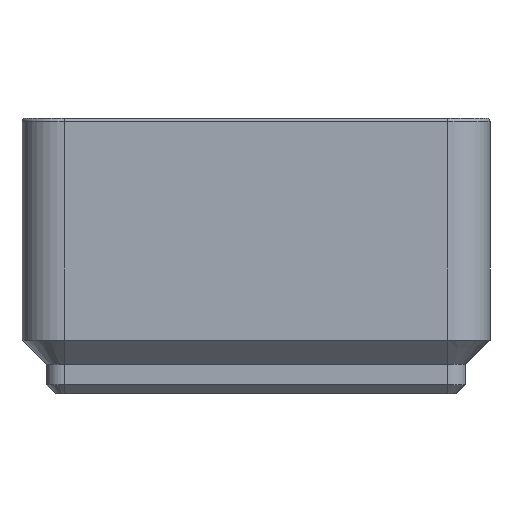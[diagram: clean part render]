
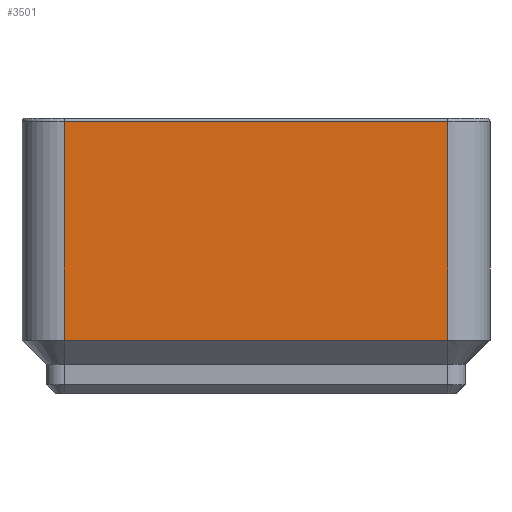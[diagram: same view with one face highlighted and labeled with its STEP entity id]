
A CAD part, left-side view. The second image highlights one B-rep face of the part: STEP entity #3501.
In plain terms, the highlighted planar face has unit normal (-1, 0, 0).
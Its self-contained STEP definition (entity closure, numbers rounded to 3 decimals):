
#1005 = CYLINDRICAL_SURFACE('',#1006,0.3);
#1006 = AXIS2_PLACEMENT_3D('',#1007,#1008,#1009);
#1007 = CARTESIAN_POINT('',(-41.45,17.,24.129));
#1008 = DIRECTION('',(0.,-1.,0.));
#1009 = DIRECTION('',(0.,0.,1.));
#2213 = VERTEX_POINT('',#2214);
#2214 = CARTESIAN_POINT('',(-41.75,17.,24.129));
#2249 = CYLINDRICAL_SURFACE('',#2250,3.75);
#2250 = AXIS2_PLACEMENT_3D('',#2251,#2252,#2253);
#2251 = CARTESIAN_POINT('',(-38.,17.,5.25));
#2252 = DIRECTION('',(0.,0.,1.));
#2253 = DIRECTION('',(1.,0.,0.));
#2318 = EDGE_CURVE('',#2213,#2319,#2321,.T.);
#2319 = VERTEX_POINT('',#2320);
#2320 = CARTESIAN_POINT('',(-41.75,-17.,24.129));
#2321 = SURFACE_CURVE('',#2322,(#2326,#2333),.PCURVE_S1.);
#2322 = LINE('',#2323,#2324);
#2323 = CARTESIAN_POINT('',(-41.75,17.,24.129));
#2324 = VECTOR('',#2325,1.);
#2325 = DIRECTION('',(0.,-1.,0.));
#2326 = PCURVE('',#1005,#2327);
#2327 = DEFINITIONAL_REPRESENTATION('',(#2328),#2332);
#2328 = LINE('',#2329,#2330);
#2329 = CARTESIAN_POINT('',(1.571,0.));
#2330 = VECTOR('',#2331,1.);
#2331 = DIRECTION('',(0.,1.));
#2332 = ( GEOMETRIC_REPRESENTATION_CONTEXT(2) 
PARAMETRIC_REPRESENTATION_CONTEXT() REPRESENTATION_CONTEXT('2D SPACE',''
  ) );
#2333 = PCURVE('',#2334,#2339);
#2334 = PLANE('',#2335);
#2335 = AXIS2_PLACEMENT_3D('',#2336,#2337,#2338);
#2336 = CARTESIAN_POINT('',(-41.75,-17.,5.25));
#2337 = DIRECTION('',(1.,0.,0.));
#2338 = DIRECTION('',(-0.,1.,0.));
#2339 = DEFINITIONAL_REPRESENTATION('',(#2340),#2344);
#2340 = LINE('',#2341,#2342);
#2341 = CARTESIAN_POINT('',(34.,18.879));
#2342 = VECTOR('',#2343,1.);
#2343 = DIRECTION('',(-1.,0.));
#2344 = ( GEOMETRIC_REPRESENTATION_CONTEXT(2) 
PARAMETRIC_REPRESENTATION_CONTEXT() REPRESENTATION_CONTEXT('2D SPACE',''
  ) );
#2463 = CYLINDRICAL_SURFACE('',#2464,3.75);
#2464 = AXIS2_PLACEMENT_3D('',#2465,#2466,#2467);
#2465 = CARTESIAN_POINT('',(-38.,-17.,5.25));
#2466 = DIRECTION('',(0.,0.,1.));
#2467 = DIRECTION('',(1.,0.,0.));
#3398 = VERTEX_POINT('',#3399);
#3399 = CARTESIAN_POINT('',(-41.75,17.,4.75));
#3426 = EDGE_CURVE('',#2213,#3398,#3427,.T.);
#3427 = SURFACE_CURVE('',#3428,(#3432,#3439),.PCURVE_S1.);
#3428 = LINE('',#3429,#3430);
#3429 = CARTESIAN_POINT('',(-41.75,17.,52.8));
#3430 = VECTOR('',#3431,1.);
#3431 = DIRECTION('',(0.,0.,-1.));
#3432 = PCURVE('',#2249,#3433);
#3433 = DEFINITIONAL_REPRESENTATION('',(#3434),#3438);
#3434 = LINE('',#3435,#3436);
#3435 = CARTESIAN_POINT('',(3.142,47.55));
#3436 = VECTOR('',#3437,1.);
#3437 = DIRECTION('',(0.,-1.));
#3438 = ( GEOMETRIC_REPRESENTATION_CONTEXT(2) 
PARAMETRIC_REPRESENTATION_CONTEXT() REPRESENTATION_CONTEXT('2D SPACE',''
  ) );
#3439 = PCURVE('',#2334,#3440);
#3440 = DEFINITIONAL_REPRESENTATION('',(#3441),#3445);
#3441 = LINE('',#3442,#3443);
#3442 = CARTESIAN_POINT('',(34.,47.55));
#3443 = VECTOR('',#3444,1.);
#3444 = DIRECTION('',(0.,-1.));
#3445 = ( GEOMETRIC_REPRESENTATION_CONTEXT(2) 
PARAMETRIC_REPRESENTATION_CONTEXT() REPRESENTATION_CONTEXT('2D SPACE',''
  ) );
#3501 = ADVANCED_FACE('',(#3502),#2334,.F.);
#3502 = FACE_BOUND('',#3503,.F.);
#3503 = EDGE_LOOP('',(#3504,#3527,#3553,#3554));
#3504 = ORIENTED_EDGE('',*,*,#3505,.F.);
#3505 = EDGE_CURVE('',#3506,#2319,#3508,.T.);
#3506 = VERTEX_POINT('',#3507);
#3507 = CARTESIAN_POINT('',(-41.75,-17.,4.75));
#3508 = SURFACE_CURVE('',#3509,(#3513,#3520),.PCURVE_S1.);
#3509 = LINE('',#3510,#3511);
#3510 = CARTESIAN_POINT('',(-41.75,-17.,4.75));
#3511 = VECTOR('',#3512,1.);
#3512 = DIRECTION('',(0.,0.,1.));
#3513 = PCURVE('',#2334,#3514);
#3514 = DEFINITIONAL_REPRESENTATION('',(#3515),#3519);
#3515 = LINE('',#3516,#3517);
#3516 = CARTESIAN_POINT('',(0.,-0.5));
#3517 = VECTOR('',#3518,1.);
#3518 = DIRECTION('',(0.,1.));
#3519 = ( GEOMETRIC_REPRESENTATION_CONTEXT(2) 
PARAMETRIC_REPRESENTATION_CONTEXT() REPRESENTATION_CONTEXT('2D SPACE',''
  ) );
#3520 = PCURVE('',#2463,#3521);
#3521 = DEFINITIONAL_REPRESENTATION('',(#3522),#3526);
#3522 = LINE('',#3523,#3524);
#3523 = CARTESIAN_POINT('',(3.142,-0.5));
#3524 = VECTOR('',#3525,1.);
#3525 = DIRECTION('',(-0.,1.));
#3526 = ( GEOMETRIC_REPRESENTATION_CONTEXT(2) 
PARAMETRIC_REPRESENTATION_CONTEXT() REPRESENTATION_CONTEXT('2D SPACE',''
  ) );
#3527 = ORIENTED_EDGE('',*,*,#3528,.T.);
#3528 = EDGE_CURVE('',#3506,#3398,#3529,.T.);
#3529 = SURFACE_CURVE('',#3530,(#3534,#3541),.PCURVE_S1.);
#3530 = LINE('',#3531,#3532);
#3531 = CARTESIAN_POINT('',(-41.75,-8.5,4.75));
#3532 = VECTOR('',#3533,1.);
#3533 = DIRECTION('',(0.,1.,0.));
#3534 = PCURVE('',#2334,#3535);
#3535 = DEFINITIONAL_REPRESENTATION('',(#3536),#3540);
#3536 = LINE('',#3537,#3538);
#3537 = CARTESIAN_POINT('',(8.5,-0.5));
#3538 = VECTOR('',#3539,1.);
#3539 = DIRECTION('',(1.,0.));
#3540 = ( GEOMETRIC_REPRESENTATION_CONTEXT(2) 
PARAMETRIC_REPRESENTATION_CONTEXT() REPRESENTATION_CONTEXT('2D SPACE',''
  ) );
#3541 = PCURVE('',#3542,#3547);
#3542 = PLANE('',#3543);
#3543 = AXIS2_PLACEMENT_3D('',#3544,#3545,#3546);
#3544 = CARTESIAN_POINT('',(-42.,0.,5.));
#3545 = DIRECTION('',(0.707,0.,0.707));
#3546 = DIRECTION('',(-0.707,0.,0.707));
#3547 = DEFINITIONAL_REPRESENTATION('',(#3548),#3552);
#3548 = LINE('',#3549,#3550);
#3549 = CARTESIAN_POINT('',(-0.354,8.5));
#3550 = VECTOR('',#3551,1.);
#3551 = DIRECTION('',(-0.,-1.));
#3552 = ( GEOMETRIC_REPRESENTATION_CONTEXT(2) 
PARAMETRIC_REPRESENTATION_CONTEXT() REPRESENTATION_CONTEXT('2D SPACE',''
  ) );
#3553 = ORIENTED_EDGE('',*,*,#3426,.F.);
#3554 = ORIENTED_EDGE('',*,*,#2318,.T.);
